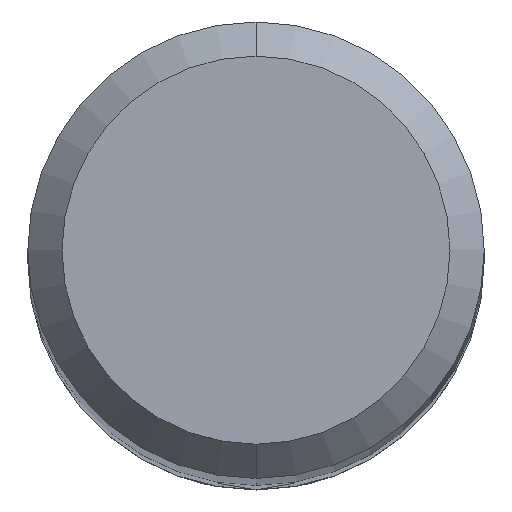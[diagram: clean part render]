
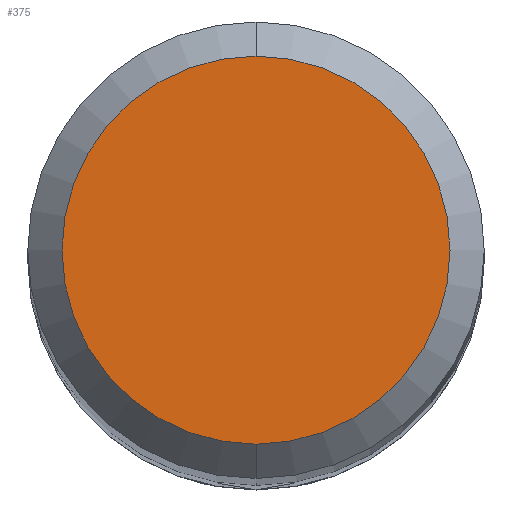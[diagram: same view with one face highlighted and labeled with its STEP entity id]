
A CAD part, top view. The second image highlights one B-rep face of the part: STEP entity #375.
In plain terms, the highlighted planar face has unit normal (0, 0, 1).
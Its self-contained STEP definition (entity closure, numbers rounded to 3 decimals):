
#255=VERTEX_POINT('',#581);
#313=EDGE_CURVE('',#255,#463,#645,.T.);
#375=ADVANCED_FACE('',(#717),#718,.T.);
#409=EDGE_CURVE('',#463,#255,#756,.T.);
#463=VERTEX_POINT('',#815);
#581=CARTESIAN_POINT('',(0.,-1.7,0.0));
#645=CIRCLE('',#1089,1.7);
#717=FACE_OUTER_BOUND('',#1243,.T.);
#718=PLANE('',#1244);
#756=CIRCLE('',#1338,1.7);
#815=CARTESIAN_POINT('',(0.0,1.7,0.0));
#1089=AXIS2_PLACEMENT_3D('',#1644,#1645,#1646);
#1243=EDGE_LOOP('',(#1744,#1745));
#1244=AXIS2_PLACEMENT_3D('',#1746,#1747,#1748);
#1338=AXIS2_PLACEMENT_3D('',#1796,#1797,#1798);
#1644=CARTESIAN_POINT('',(0.0,0.0,0.0));
#1645=DIRECTION('',(0.0,0.0,-1.0));
#1646=DIRECTION('',(0.0,1.0,0.0));
#1744=ORIENTED_EDGE('',*,*,#409,.F.);
#1745=ORIENTED_EDGE('',*,*,#313,.F.);
#1746=CARTESIAN_POINT('',(0.0,0.85,0.0));
#1747=DIRECTION('',(-0.0,0.0,1.0));
#1748=DIRECTION('',(0.0,-1.0,0.0));
#1796=CARTESIAN_POINT('',(0.0,0.0,0.0));
#1797=DIRECTION('',(0.0,0.0,-1.0));
#1798=DIRECTION('',(0.0,1.0,0.0));
